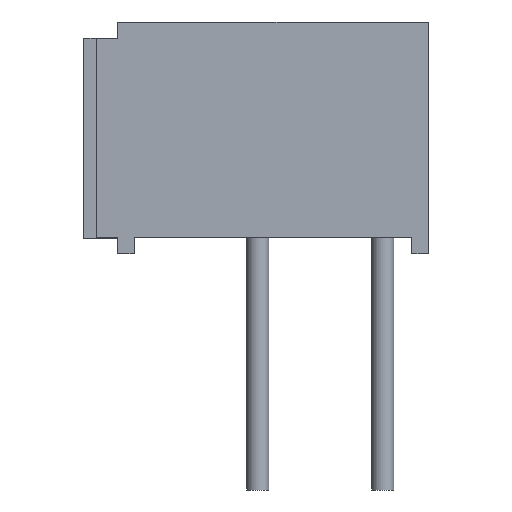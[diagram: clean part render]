
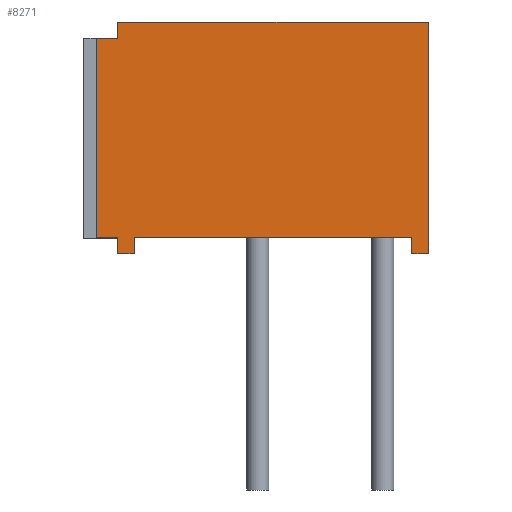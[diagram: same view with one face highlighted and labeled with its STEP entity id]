
A CAD part, left-side view. The second image highlights one B-rep face of the part: STEP entity #8271.
In plain terms, the highlighted planar face has unit normal (-1, 0, 0).
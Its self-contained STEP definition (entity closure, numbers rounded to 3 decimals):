
#81=PLANE('',#8759);
#490=FACE_OUTER_BOUND('',#930,.T.);
#930=EDGE_LOOP('',(#5916,#5917,#5918,#5919,#5920,#5921,#5922,#5923,#5924,
#5925,#5926,#5927));
#1399=LINE('',#11594,#2535);
#1413=LINE('',#11623,#2549);
#1422=LINE('',#11642,#2558);
#1426=LINE('',#11651,#2562);
#1440=LINE('',#11679,#2576);
#1442=LINE('',#11683,#2578);
#1443=LINE('',#11685,#2579);
#1444=LINE('',#11686,#2580);
#1445=LINE('',#11687,#2581);
#1446=LINE('',#11688,#2582);
#1447=LINE('',#11689,#2583);
#1448=LINE('',#11690,#2584);
#2535=VECTOR('',#9387,1000.);
#2549=VECTOR('',#9403,1000.);
#2558=VECTOR('',#9414,1000.);
#2562=VECTOR('',#9420,1000.);
#2576=VECTOR('',#9442,1000.);
#2578=VECTOR('',#9446,1000.);
#2579=VECTOR('',#9447,1000.);
#2580=VECTOR('',#9448,1000.);
#2581=VECTOR('',#9449,1000.);
#2582=VECTOR('',#9450,1000.);
#2583=VECTOR('',#9451,1000.);
#2584=VECTOR('',#9452,1000.);
#3751=VERTEX_POINT('',#11591);
#3752=VERTEX_POINT('',#11593);
#3765=VERTEX_POINT('',#11620);
#3766=VERTEX_POINT('',#11622);
#3774=VERTEX_POINT('',#11639);
#3775=VERTEX_POINT('',#11641);
#3778=VERTEX_POINT('',#11649);
#3779=VERTEX_POINT('',#11650);
#3788=VERTEX_POINT('',#11676);
#3789=VERTEX_POINT('',#11678);
#3790=VERTEX_POINT('',#11682);
#3791=VERTEX_POINT('',#11684);
#4587=EDGE_CURVE('',#3751,#3752,#1399,.T.);
#4601=EDGE_CURVE('',#3766,#3765,#1413,.T.);
#4610=EDGE_CURVE('',#3775,#3774,#1422,.T.);
#4614=EDGE_CURVE('',#3778,#3779,#1426,.T.);
#4628=EDGE_CURVE('',#3789,#3788,#1440,.T.);
#4630=EDGE_CURVE('',#3752,#3790,#1442,.T.);
#4631=EDGE_CURVE('',#3791,#3751,#1443,.T.);
#4632=EDGE_CURVE('',#3775,#3791,#1444,.T.);
#4633=EDGE_CURVE('',#3774,#3789,#1445,.T.);
#4634=EDGE_CURVE('',#3788,#3766,#1446,.T.);
#4635=EDGE_CURVE('',#3765,#3778,#1447,.T.);
#4636=EDGE_CURVE('',#3790,#3779,#1448,.T.);
#5916=ORIENTED_EDGE('',*,*,#4630,.F.);
#5917=ORIENTED_EDGE('',*,*,#4587,.F.);
#5918=ORIENTED_EDGE('',*,*,#4631,.F.);
#5919=ORIENTED_EDGE('',*,*,#4632,.F.);
#5920=ORIENTED_EDGE('',*,*,#4610,.T.);
#5921=ORIENTED_EDGE('',*,*,#4633,.T.);
#5922=ORIENTED_EDGE('',*,*,#4628,.T.);
#5923=ORIENTED_EDGE('',*,*,#4634,.T.);
#5924=ORIENTED_EDGE('',*,*,#4601,.T.);
#5925=ORIENTED_EDGE('',*,*,#4635,.T.);
#5926=ORIENTED_EDGE('',*,*,#4614,.T.);
#5927=ORIENTED_EDGE('',*,*,#4636,.F.);
#8271=ADVANCED_FACE('',(#490),#81,.F.);
#8759=AXIS2_PLACEMENT_3D('',#11681,#9444,#9445);
#9387=DIRECTION('',(0.,0.,1.));
#9403=DIRECTION('',(0.,-1.,0.));
#9414=DIRECTION('',(0.,-1.,0.));
#9420=DIRECTION('',(0.,-1.,0.));
#9442=DIRECTION('',(0.,-1.,0.));
#9444=DIRECTION('center_axis',(1.,0.,0.));
#9445=DIRECTION('ref_axis',(0.,1.,0.));
#9446=DIRECTION('',(0.,-1.,0.));
#9447=DIRECTION('',(0.,-1.,0.));
#9448=DIRECTION('',(0.,0.,1.));
#9449=DIRECTION('',(0.,0.,-1.));
#9450=DIRECTION('',(0.,0.,1.));
#9451=DIRECTION('',(0.,0.,-1.));
#9452=DIRECTION('',(0.,0.,-1.));
#11591=CARTESIAN_POINT('',(-3.3,3.15,2.02));
#11593=CARTESIAN_POINT('',(-3.3,3.15,2.35));
#11594=CARTESIAN_POINT('',(-3.3,3.15,2.02));
#11620=CARTESIAN_POINT('',(-3.3,-2.82,-2.02));
#11622=CARTESIAN_POINT('',(-3.3,2.82,-2.02));
#11623=CARTESIAN_POINT('',(-3.3,-2.82,-2.02));
#11639=CARTESIAN_POINT('',(-3.3,3.15,-2.02));
#11641=CARTESIAN_POINT('',(-3.3,3.59,-2.02));
#11642=CARTESIAN_POINT('',(-3.3,3.15,-2.02));
#11649=CARTESIAN_POINT('',(-3.3,-2.82,-2.35));
#11650=CARTESIAN_POINT('',(-3.3,-3.15,-2.35));
#11651=CARTESIAN_POINT('',(-3.3,3.15,-2.35));
#11676=CARTESIAN_POINT('',(-3.3,2.82,-2.35));
#11678=CARTESIAN_POINT('',(-3.3,3.15,-2.35));
#11679=CARTESIAN_POINT('',(-3.3,3.15,-2.35));
#11681=CARTESIAN_POINT('Origin',(-3.3,3.15,2.35));
#11682=CARTESIAN_POINT('',(-3.3,-3.15,2.35));
#11683=CARTESIAN_POINT('',(-3.3,3.15,2.35));
#11684=CARTESIAN_POINT('',(-3.3,3.59,2.02));
#11685=CARTESIAN_POINT('',(-3.3,3.15,2.02));
#11686=CARTESIAN_POINT('',(-3.3,3.59,-4.496));
#11687=CARTESIAN_POINT('',(-3.3,3.15,-2.35));
#11688=CARTESIAN_POINT('',(-3.3,2.82,-2.35));
#11689=CARTESIAN_POINT('',(-3.3,-2.82,-2.35));
#11690=CARTESIAN_POINT('',(-3.3,-3.15,2.35));
